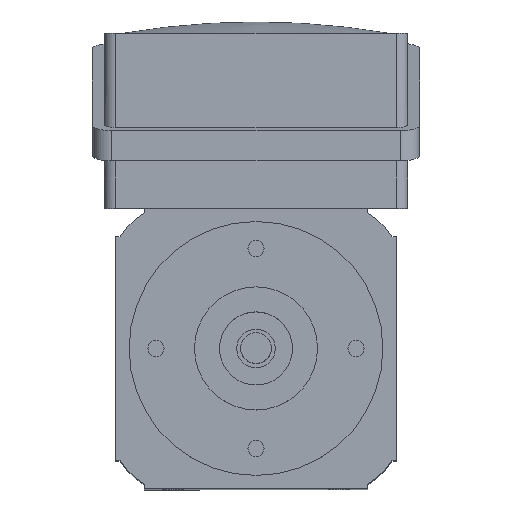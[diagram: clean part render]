
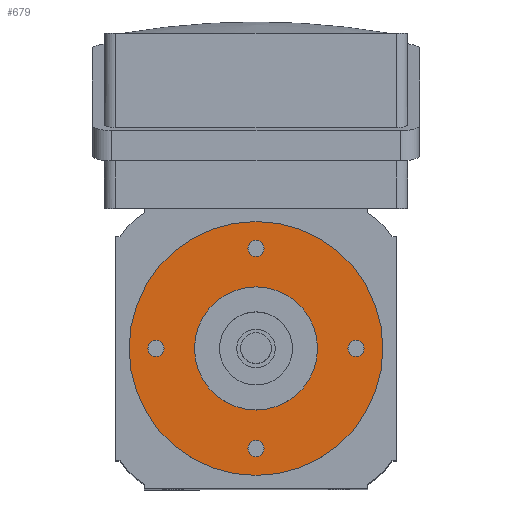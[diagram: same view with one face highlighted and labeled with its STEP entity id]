
A CAD part, top view. The second image highlights one B-rep face of the part: STEP entity #679.
In plain terms, the highlighted planar face has unit normal (0, 0, 1).
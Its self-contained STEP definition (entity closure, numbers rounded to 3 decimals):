
#69 = ORIENTED_EDGE ( 'NONE', *, *, #2605, .F. ) ;
#72 = FACE_BOUND ( 'NONE', #411, .T. ) ;
#104 = DIRECTION ( 'NONE',  ( 0., 0., 1. ) ) ;
#108 = EDGE_CURVE ( 'NONE', #710, #2876, #5256, .T. ) ;
#140 = EDGE_CURVE ( 'NONE', #5347, #2410, #4175, .T. ) ;
#221 = EDGE_CURVE ( 'NONE', #2410, #5347, #530, .T. ) ;
#327 = DIRECTION ( 'NONE',  ( 1., 0., 0. ) ) ;
#355 = ORIENTED_EDGE ( 'NONE', *, *, #5077, .F. ) ;
#411 = EDGE_LOOP ( 'NONE', ( #2195, #1438 ) ) ;
#416 = CARTESIAN_POINT ( 'NONE',  ( 33., 0., 0. ) ) ;
#432 = AXIS2_PLACEMENT_3D ( 'NONE', #4065, #5053, #830 ) ;
#507 = EDGE_LOOP ( 'NONE', ( #1014, #69 ) ) ;
#530 = CIRCLE ( 'NONE', #3783, 16. ) ;
#573 = CARTESIAN_POINT ( 'NONE',  ( -28.1, 0., 0. ) ) ;
#643 = EDGE_CURVE ( 'NONE', #2803, #2657, #3880, .T. ) ;
#658 = AXIS2_PLACEMENT_3D ( 'NONE', #4237, #104, #5735 ) ;
#679 = ADVANCED_FACE ( 'NONE', ( #5736, #2009, #72, #1955, #3922, #3835 ), #3395, .T. ) ;
#710 = VERTEX_POINT ( 'NONE', #3118 ) ;
#757 = EDGE_LOOP ( 'NONE', ( #2560, #887 ) ) ;
#816 = CARTESIAN_POINT ( 'NONE',  ( -16., 0., 0. ) ) ;
#830 = DIRECTION ( 'NONE',  ( 1., 0., 0. ) ) ;
#850 = ORIENTED_EDGE ( 'NONE', *, *, #1261, .F. ) ;
#887 = ORIENTED_EDGE ( 'NONE', *, *, #4332, .T. ) ;
#1014 = ORIENTED_EDGE ( 'NONE', *, *, #108, .F. ) ;
#1021 = DIRECTION ( 'NONE',  ( 0., 0., 1. ) ) ;
#1059 = CIRCLE ( 'NONE', #4515, 33. ) ;
#1071 = CIRCLE ( 'NONE', #2358, 2.1 ) ;
#1203 = VERTEX_POINT ( 'NONE', #2223 ) ;
#1235 = ORIENTED_EDGE ( 'NONE', *, *, #1417, .F. ) ;
#1261 = EDGE_CURVE ( 'NONE', #6011, #4356, #5471, .T. ) ;
#1417 = EDGE_CURVE ( 'NONE', #4356, #6011, #3119, .T. ) ;
#1438 = ORIENTED_EDGE ( 'NONE', *, *, #5247, .F. ) ;
#1474 = EDGE_CURVE ( 'NONE', #3467, #3623, #4885, .T. ) ;
#1477 = CARTESIAN_POINT ( 'NONE',  ( 2.1, 26., 0. ) ) ;
#1492 = DIRECTION ( 'NONE',  ( 1., 0., 0. ) ) ;
#1536 = DIRECTION ( 'NONE',  ( 1., 0., 0. ) ) ;
#1721 = AXIS2_PLACEMENT_3D ( 'NONE', #3236, #5115, #4652 ) ;
#1724 = AXIS2_PLACEMENT_3D ( 'NONE', #5246, #5270, #1492 ) ;
#1760 = CARTESIAN_POINT ( 'NONE',  ( 0., 26., 0. ) ) ;
#1783 = DIRECTION ( 'NONE',  ( 1., 0., 0. ) ) ;
#1787 = DIRECTION ( 'NONE',  ( 0., 0., 1. ) ) ;
#1820 = DIRECTION ( 'NONE',  ( 1., 0., 0. ) ) ;
#1838 = DIRECTION ( 'NONE',  ( 0., 0., 1. ) ) ;
#1846 = AXIS2_PLACEMENT_3D ( 'NONE', #3311, #3775, #3222 ) ;
#1955 = FACE_BOUND ( 'NONE', #4132, .T. ) ;
#1960 = CARTESIAN_POINT ( 'NONE',  ( -33., 0., 0. ) ) ;
#1968 = DIRECTION ( 'NONE',  ( 0., 0., 1. ) ) ;
#1987 = DIRECTION ( 'NONE',  ( 0., 0., 1. ) ) ;
#2009 = FACE_BOUND ( 'NONE', #507, .T. ) ;
#2195 = ORIENTED_EDGE ( 'NONE', *, *, #3612, .F. ) ;
#2223 = CARTESIAN_POINT ( 'NONE',  ( -2.1, -26., 0. ) ) ;
#2358 = AXIS2_PLACEMENT_3D ( 'NONE', #2771, #1787, #327 ) ;
#2392 = CARTESIAN_POINT ( 'NONE',  ( 0., 0., 0. ) ) ;
#2410 = VERTEX_POINT ( 'NONE', #4544 ) ;
#2419 = ORIENTED_EDGE ( 'NONE', *, *, #140, .F. ) ;
#2541 = DIRECTION ( 'NONE',  ( 1., 0., 0. ) ) ;
#2560 = ORIENTED_EDGE ( 'NONE', *, *, #1474, .T. ) ;
#2605 = EDGE_CURVE ( 'NONE', #2876, #710, #3522, .T. ) ;
#2657 = VERTEX_POINT ( 'NONE', #3394 ) ;
#2739 = VERTEX_POINT ( 'NONE', #5429 ) ;
#2771 = CARTESIAN_POINT ( 'NONE',  ( 0., -26., 0. ) ) ;
#2803 = VERTEX_POINT ( 'NONE', #4715 ) ;
#2859 = DIRECTION ( 'NONE',  ( 0., 0., 1. ) ) ;
#2876 = VERTEX_POINT ( 'NONE', #573 ) ;
#2892 = DIRECTION ( 'NONE',  ( 0., 0., 1. ) ) ;
#3118 = CARTESIAN_POINT ( 'NONE',  ( -23.9, 0., 0. ) ) ;
#3119 = CIRCLE ( 'NONE', #4496, 2.1 ) ;
#3222 = DIRECTION ( 'NONE',  ( 1., 0., 0. ) ) ;
#3236 = CARTESIAN_POINT ( 'NONE',  ( 0., 0., 0. ) ) ;
#3311 = CARTESIAN_POINT ( 'NONE',  ( 0., 0., 0. ) ) ;
#3335 = AXIS2_PLACEMENT_3D ( 'NONE', #5701, #2892, #1536 ) ;
#3366 = CARTESIAN_POINT ( 'NONE',  ( 0., 0., 0. ) ) ;
#3394 = CARTESIAN_POINT ( 'NONE',  ( 23.9, 0., 0. ) ) ;
#3395 = PLANE ( 'NONE',  #3491 ) ;
#3467 = VERTEX_POINT ( 'NONE', #416 ) ;
#3491 = AXIS2_PLACEMENT_3D ( 'NONE', #3366, #1021, #5763 ) ;
#3522 = CIRCLE ( 'NONE', #658, 2.1 ) ;
#3612 = EDGE_CURVE ( 'NONE', #2739, #1203, #4509, .T. ) ;
#3623 = VERTEX_POINT ( 'NONE', #1960 ) ;
#3775 = DIRECTION ( 'NONE',  ( 0., 0., 1. ) ) ;
#3783 = AXIS2_PLACEMENT_3D ( 'NONE', #4303, #1968, #4832 ) ;
#3835 = FACE_BOUND ( 'NONE', #5505, .T. ) ;
#3880 = CIRCLE ( 'NONE', #1724, 2.1 ) ;
#3894 = AXIS2_PLACEMENT_3D ( 'NONE', #1760, #5054, #1820 ) ;
#3922 = FACE_OUTER_BOUND ( 'NONE', #757, .T. ) ;
#3926 = CARTESIAN_POINT ( 'NONE',  ( 0., -26., 0. ) ) ;
#4065 = CARTESIAN_POINT ( 'NONE',  ( -26., 0., 0. ) ) ;
#4121 = EDGE_LOOP ( 'NONE', ( #850, #1235 ) ) ;
#4132 = EDGE_LOOP ( 'NONE', ( #5523, #355 ) ) ;
#4175 = CIRCLE ( 'NONE', #1721, 16. ) ;
#4176 = CARTESIAN_POINT ( 'NONE',  ( 0., 26., 0. ) ) ;
#4237 = CARTESIAN_POINT ( 'NONE',  ( -26., 0., 0. ) ) ;
#4303 = CARTESIAN_POINT ( 'NONE',  ( 0., 0., 0. ) ) ;
#4332 = EDGE_CURVE ( 'NONE', #3623, #3467, #1059, .T. ) ;
#4356 = VERTEX_POINT ( 'NONE', #4637 ) ;
#4496 = AXIS2_PLACEMENT_3D ( 'NONE', #4176, #1838, #1783 ) ;
#4509 = CIRCLE ( 'NONE', #4703, 2.1 ) ;
#4515 = AXIS2_PLACEMENT_3D ( 'NONE', #2392, #2859, #4741 ) ;
#4544 = CARTESIAN_POINT ( 'NONE',  ( 16., 0., 0. ) ) ;
#4637 = CARTESIAN_POINT ( 'NONE',  ( -2.1, 26., 0. ) ) ;
#4652 = DIRECTION ( 'NONE',  ( 1., 0., 0. ) ) ;
#4703 = AXIS2_PLACEMENT_3D ( 'NONE', #3926, #1987, #2541 ) ;
#4715 = CARTESIAN_POINT ( 'NONE',  ( 28.1, 0., 0. ) ) ;
#4741 = DIRECTION ( 'NONE',  ( 1., 0., 0. ) ) ;
#4832 = DIRECTION ( 'NONE',  ( 1., 0., 0. ) ) ;
#4885 = CIRCLE ( 'NONE', #1846, 33. ) ;
#5022 = ORIENTED_EDGE ( 'NONE', *, *, #221, .F. ) ;
#5053 = DIRECTION ( 'NONE',  ( 0., 0., 1. ) ) ;
#5054 = DIRECTION ( 'NONE',  ( 0., 0., 1. ) ) ;
#5077 = EDGE_CURVE ( 'NONE', #2657, #2803, #5997, .T. ) ;
#5115 = DIRECTION ( 'NONE',  ( 0., 0., 1. ) ) ;
#5246 = CARTESIAN_POINT ( 'NONE',  ( 26., 0., 0. ) ) ;
#5247 = EDGE_CURVE ( 'NONE', #1203, #2739, #1071, .T. ) ;
#5256 = CIRCLE ( 'NONE', #432, 2.1 ) ;
#5270 = DIRECTION ( 'NONE',  ( 0., 0., 1. ) ) ;
#5347 = VERTEX_POINT ( 'NONE', #816 ) ;
#5429 = CARTESIAN_POINT ( 'NONE',  ( 2.1, -26., 0. ) ) ;
#5471 = CIRCLE ( 'NONE', #3894, 2.1 ) ;
#5505 = EDGE_LOOP ( 'NONE', ( #2419, #5022 ) ) ;
#5523 = ORIENTED_EDGE ( 'NONE', *, *, #643, .F. ) ;
#5701 = CARTESIAN_POINT ( 'NONE',  ( 26., 0., 0. ) ) ;
#5735 = DIRECTION ( 'NONE',  ( 1., 0., 0. ) ) ;
#5736 = FACE_BOUND ( 'NONE', #4121, .T. ) ;
#5763 = DIRECTION ( 'NONE',  ( 1., 0., 0. ) ) ;
#5997 = CIRCLE ( 'NONE', #3335, 2.1 ) ;
#6011 = VERTEX_POINT ( 'NONE', #1477 ) ;
